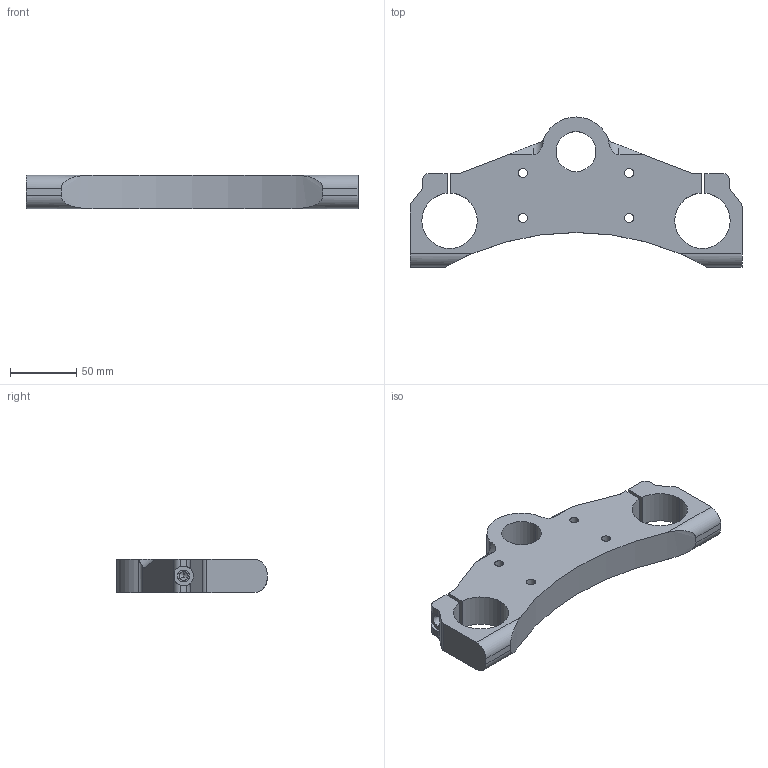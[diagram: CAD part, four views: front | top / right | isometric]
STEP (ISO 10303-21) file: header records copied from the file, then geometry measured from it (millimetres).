
FILE_DESCRIPTION (( 'STEP AP203' ), '1' );
FILE_NAME ('Té entraxe 148.7.STEP', '2020-07-01T17:36:04', ( '' ), ( '' ), 'SwSTEP 2.0', 'SolidWorks 2016', '' );
FILE_SCHEMA (( 'CONFIG_CONTROL_DESIGN' ));
Length unit declared in the file: millimetre
Products named in the file (1): Té entraxe 148.7
Bounding box: 250 x 113 x 25 mm (x, y, z)
Volume: 277779.6 mm3; surface area: 62474.7 mm2
Topology: 1 solids, 1 shells, 114 faces, 337 edges, 222 vertices
Faces by surface type: cylinder 69, plane 41, cone 4
Entity records: 4184 total; most frequent: CARTESIAN_POINT 974, DIRECTION 667, ORIENTED_EDGE 666, EDGE_CURVE 333, AXIS2_PLACEMENT_3D 247, VERTEX_POINT 222, VECTOR 173, LINE 173
